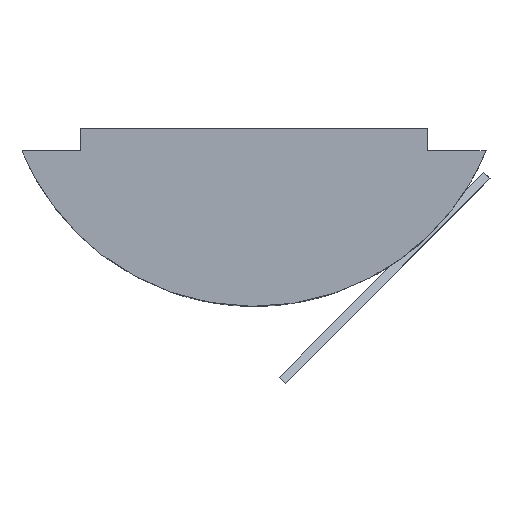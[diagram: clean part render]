
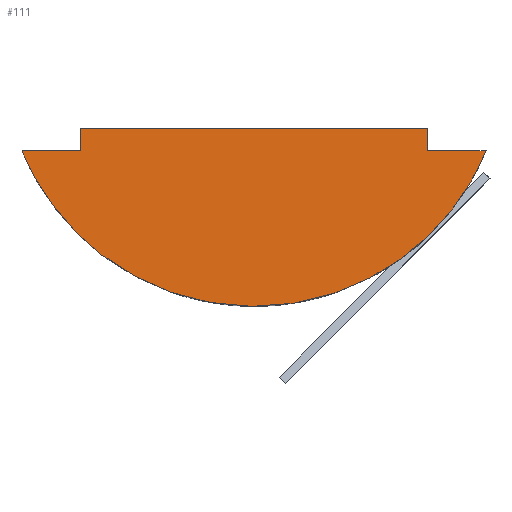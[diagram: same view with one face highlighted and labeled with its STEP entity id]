
A CAD part, left-side view. The second image highlights one B-rep face of the part: STEP entity #111.
In plain terms, the highlighted planar face has unit normal (-0.72, -0.694, 0).
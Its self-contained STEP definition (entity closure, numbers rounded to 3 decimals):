
#1 = CARTESIAN_POINT ( 'NONE',  ( -0.702, -10.684, -0.024 ) ) ;
#2 = DIRECTION ( 'NONE',  ( 0.72, 0.694, 0. ) ) ;
#3 = DIRECTION ( 'NONE',  ( -0.694, 0.72, 0. ) ) ;
#56 = ORIENTED_EDGE ( 'NONE', *, *, #197, .F. ) ;
#57 = ORIENTED_EDGE ( 'NONE', *, *, #202, .T. ) ;
#58 = ORIENTED_EDGE ( 'NONE', *, *, #282, .F. ) ;
#59 = ORIENTED_EDGE ( 'NONE', *, *, #278, .F. ) ;
#60 = ORIENTED_EDGE ( 'NONE', *, *, #203, .T. ) ;
#61 = ORIENTED_EDGE ( 'NONE', *, *, #315, .F. ) ;
#111 = ADVANCED_FACE ( 'NONE', ( #657 ), #445, .F. ) ;
#136 = VERTEX_POINT ( 'NONE', #620 ) ;
#142 = VERTEX_POINT ( 'NONE', #625 ) ;
#148 = VERTEX_POINT ( 'NONE', #631 ) ;
#149 = VERTEX_POINT ( 'NONE', #632 ) ;
#165 = VERTEX_POINT ( 'NONE', #642 ) ;
#174 = VERTEX_POINT ( 'NONE', #651 ) ;
#197 = EDGE_CURVE ( 'NONE', #148, #136, #712, .T. ) ;
#202 = EDGE_CURVE ( 'NONE', #148, #165, #726, .T. ) ;
#203 = EDGE_CURVE ( 'NONE', #142, #174, #533, .T. ) ;
#210 = LINE ( 'NONE', #378, #211 ) ;
#211 = VECTOR ( 'NONE', #379, 1000. ) ;
#224 = LINE ( 'NONE', #337, #225 ) ;
#225 = VECTOR ( 'NONE', #338, 1000. ) ;
#278 = EDGE_CURVE ( 'NONE', #142, #149, #662, .T. ) ;
#282 = EDGE_CURVE ( 'NONE', #149, #165, #210, .T. ) ;
#286 = AXIS2_PLACEMENT_3D ( 'NONE', #1, #2, #3 ) ;
#315 = EDGE_CURVE ( 'NONE', #136, #174, #224, .T. ) ;
#337 = CARTESIAN_POINT ( 'NONE',  ( -5.795, -5.4, 3.5 ) ) ;
#338 = DIRECTION ( 'NONE',  ( 0.694, -0.72, 0. ) ) ;
#370 = CARTESIAN_POINT ( 'NONE',  ( -5.795, -5.4, 3.5 ) ) ;
#371 = DIRECTION ( 'NONE',  ( 0.694, -0.72, 0. ) ) ;
#378 = CARTESIAN_POINT ( 'NONE',  ( -9.554, -1.5, 1.988 ) ) ;
#379 = DIRECTION ( 'NONE',  ( 0., 0., 1. ) ) ;
#445 = PLANE ( 'NONE',  #286 ) ;
#512 = EDGE_LOOP ( 'NONE', ( #56, #57, #58, #59, #60, #61 ) ) ;
#533 =( BOUNDED_CURVE ( )  B_SPLINE_CURVE ( 3, ( #567, #568, #569, #570 ),
 .UNSPECIFIED., .F., .T. ) 
 B_SPLINE_CURVE_WITH_KNOTS ( ( 4, 4 ),
 ( 0.39, 2.752 ),
 .UNSPECIFIED. ) 
 CURVE ( )  GEOMETRIC_REPRESENTATION_ITEM ( )  RATIONAL_B_SPLINE_CURVE ( ( 1., 0.587, 0.587, 1. ) ) 
 REPRESENTATION_ITEM ( '' )  );
#555 = CARTESIAN_POINT ( 'NONE',  ( -2.036, -9.3, 1.988 ) ) ;
#556 = DIRECTION ( 'NONE',  ( 0., 0., -1. ) ) ;
#565 = CARTESIAN_POINT ( 'NONE',  ( -0.702, -10.684, 4. ) ) ;
#566 = DIRECTION ( 'NONE',  ( -0.694, 0.72, 0. ) ) ;
#567 = CARTESIAN_POINT ( 'NONE',  ( -10.828, -0.178, 3.5 ) ) ;
#568 = CARTESIAN_POINT ( 'NONE',  ( -8.655, -2.433, -1.989 ) ) ;
#569 = CARTESIAN_POINT ( 'NONE',  ( -2.936, -8.367, -1.989 ) ) ;
#570 = CARTESIAN_POINT ( 'NONE',  ( -0.762, -10.622, 3.5 ) ) ;
#620 = CARTESIAN_POINT ( 'NONE',  ( -2.036, -9.3, 3.5 ) ) ;
#625 = CARTESIAN_POINT ( 'NONE',  ( -10.828, -0.178, 3.5 ) ) ;
#631 = CARTESIAN_POINT ( 'NONE',  ( -2.036, -9.3, 4. ) ) ;
#632 = CARTESIAN_POINT ( 'NONE',  ( -9.554, -1.5, 3.5 ) ) ;
#642 = CARTESIAN_POINT ( 'NONE',  ( -9.554, -1.5, 4. ) ) ;
#651 = CARTESIAN_POINT ( 'NONE',  ( -0.762, -10.622, 3.5 ) ) ;
#657 = FACE_OUTER_BOUND ( 'NONE', #512, .T. ) ;
#661 = VECTOR ( 'NONE', #371, 1000. ) ;
#662 = LINE ( 'NONE', #370, #661 ) ;
#712 = LINE ( 'NONE', #555, #713 ) ;
#713 = VECTOR ( 'NONE', #556, 1000. ) ;
#726 = LINE ( 'NONE', #565, #727 ) ;
#727 = VECTOR ( 'NONE', #566, 1000. ) ;
